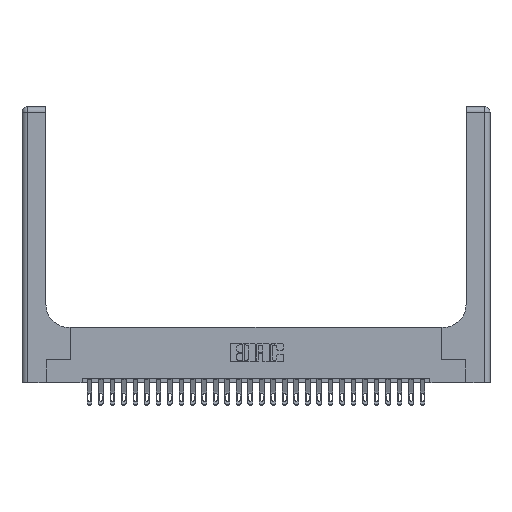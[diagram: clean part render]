
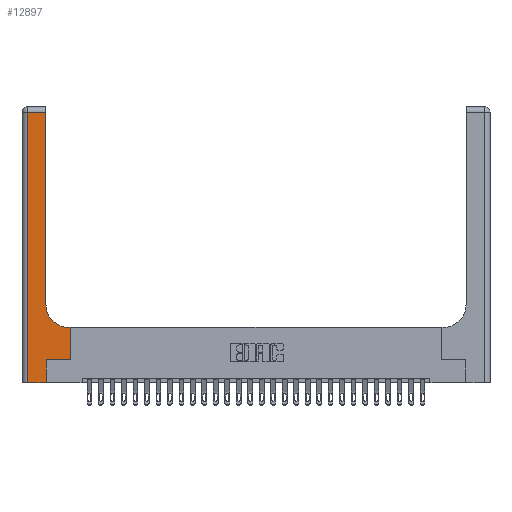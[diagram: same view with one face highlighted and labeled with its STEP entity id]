
A CAD part, top view. The second image highlights one B-rep face of the part: STEP entity #12897.
In plain terms, the highlighted planar face has unit normal (0, 0, 1).
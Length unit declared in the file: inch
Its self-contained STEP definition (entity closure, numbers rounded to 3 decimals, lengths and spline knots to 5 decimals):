
#21 = LINE ( 'NONE', #16660, #1617 ) ;
#54 = VECTOR ( 'NONE', #25542, 39.37008 ) ;
#1266 = DIRECTION ( 'NONE',  ( -1., 0., 0. ) ) ;
#1617 = VECTOR ( 'NONE', #6425, 39.37008 ) ;
#1959 = VERTEX_POINT ( 'NONE', #25517 ) ;
#2489 = CARTESIAN_POINT ( 'NONE',  ( 0.265, 0., 0.37 ) ) ;
#2572 = VECTOR ( 'NONE', #11369, 39.37008 ) ;
#3056 = VERTEX_POINT ( 'NONE', #20328 ) ;
#3846 = LINE ( 'NONE', #10504, #20628 ) ;
#4098 = EDGE_CURVE ( 'NONE', #1959, #6077, #14267, .T. ) ;
#4374 = DIRECTION ( 'NONE',  ( 0., 0., -1. ) ) ;
#4420 = DIRECTION ( 'NONE',  ( 0., 1., 0. ) ) ;
#5013 = VERTEX_POINT ( 'NONE', #20278 ) ;
#5075 = DIRECTION ( 'NONE',  ( -1., 0., 0. ) ) ;
#5504 = AXIS2_PLACEMENT_3D ( 'NONE', #13389, #22091, #9753 ) ;
#6077 = VERTEX_POINT ( 'NONE', #23812 ) ;
#6221 = EDGE_CURVE ( 'NONE', #8000, #26703, #24102, .T. ) ;
#6354 = VECTOR ( 'NONE', #5075, 39.37008 ) ;
#6425 = DIRECTION ( 'NONE',  ( 1., 0., 0. ) ) ;
#6532 = CARTESIAN_POINT ( 'NONE',  ( 0., 0., 0.37 ) ) ;
#6894 = DIRECTION ( 'NONE',  ( -1., 0., 0. ) ) ;
#7049 = ORIENTED_EDGE ( 'NONE', *, *, #6221, .T. ) ;
#7338 = VERTEX_POINT ( 'NONE', #13463 ) ;
#8000 = VERTEX_POINT ( 'NONE', #17364 ) ;
#8199 = LINE ( 'NONE', #6532, #21102 ) ;
#8999 = AXIS2_PLACEMENT_3D ( 'NONE', #22706, #4374, #6894 ) ;
#9753 = DIRECTION ( 'NONE',  ( 1., 0., 0. ) ) ;
#10155 = ORIENTED_EDGE ( 'NONE', *, *, #4098, .T. ) ;
#10504 = CARTESIAN_POINT ( 'NONE',  ( 0.265, 0., 0.37 ) ) ;
#10646 = DIRECTION ( 'NONE',  ( 1., 0., 0. ) ) ;
#11369 = DIRECTION ( 'NONE',  ( 0., -1., 0. ) ) ;
#12803 = CARTESIAN_POINT ( 'NONE',  ( 0.06, 3., 0.37 ) ) ;
#12856 = LINE ( 'NONE', #25862, #6354 ) ;
#12897 = ADVANCED_FACE ( 'NONE', ( #19922 ), #20902, .F. ) ;
#13154 = VECTOR ( 'NONE', #1266, 39.37008 ) ;
#13314 = ORIENTED_EDGE ( 'NONE', *, *, #15894, .T. ) ;
#13366 = LINE ( 'NONE', #23012, #19803 ) ;
#13389 = CARTESIAN_POINT ( 'NONE',  ( 0.51, 0.85, 0.37 ) ) ;
#13463 = CARTESIAN_POINT ( 'NONE',  ( 0.06, 0., 0.37 ) ) ;
#13806 = CARTESIAN_POINT ( 'NONE',  ( 0.265, 0.25, 0.37 ) ) ;
#13814 = CARTESIAN_POINT ( 'NONE',  ( 0.26, 0.6, 0.37 ) ) ;
#13921 = EDGE_CURVE ( 'NONE', #6077, #8000, #16385, .T. ) ;
#14267 = LINE ( 'NONE', #17353, #54 ) ;
#14360 = VERTEX_POINT ( 'NONE', #2489 ) ;
#14984 = ORIENTED_EDGE ( 'NONE', *, *, #19384, .T. ) ;
#15861 = EDGE_LOOP ( 'NONE', ( #21138, #16972, #22712, #13314, #14984, #24665, #10155, #24319, #7049 ) ) ;
#15894 = EDGE_CURVE ( 'NONE', #7338, #14360, #8199, .T. ) ;
#16385 = LINE ( 'NONE', #13814, #13154 ) ;
#16660 = CARTESIAN_POINT ( 'NONE',  ( 0.265, 0.25, 0.37 ) ) ;
#16972 = ORIENTED_EDGE ( 'NONE', *, *, #25339, .T. ) ;
#17353 = CARTESIAN_POINT ( 'NONE',  ( 0.528, 0.25, 0.37 ) ) ;
#17364 = CARTESIAN_POINT ( 'NONE',  ( 0.51, 0.6, 0.37 ) ) ;
#18162 = EDGE_CURVE ( 'NONE', #5013, #7338, #21279, .T. ) ;
#19384 = EDGE_CURVE ( 'NONE', #14360, #23694, #3846, .T. ) ;
#19803 = VECTOR ( 'NONE', #4420, 39.37008 ) ;
#19922 = FACE_OUTER_BOUND ( 'NONE', #15861, .T. ) ;
#20278 = CARTESIAN_POINT ( 'NONE',  ( 0.06, 2.94, 0.37 ) ) ;
#20328 = CARTESIAN_POINT ( 'NONE',  ( 0.26, 2.94, 0.37 ) ) ;
#20628 = VECTOR ( 'NONE', #24999, 39.37008 ) ;
#20902 = PLANE ( 'NONE',  #8999 ) ;
#21102 = VECTOR ( 'NONE', #10646, 39.37008 ) ;
#21138 = ORIENTED_EDGE ( 'NONE', *, *, #22183, .T. ) ;
#21279 = LINE ( 'NONE', #12803, #2572 ) ;
#22091 = DIRECTION ( 'NONE',  ( 0., 0., -1. ) ) ;
#22183 = EDGE_CURVE ( 'NONE', #26703, #3056, #13366, .T. ) ;
#22706 = CARTESIAN_POINT ( 'NONE',  ( 0., 3., 0.37 ) ) ;
#22712 = ORIENTED_EDGE ( 'NONE', *, *, #18162, .T. ) ;
#23012 = CARTESIAN_POINT ( 'NONE',  ( 0.26, 3., 0.37 ) ) ;
#23694 = VERTEX_POINT ( 'NONE', #13806 ) ;
#23812 = CARTESIAN_POINT ( 'NONE',  ( 0.528, 0.6, 0.37 ) ) ;
#23906 = EDGE_CURVE ( 'NONE', #23694, #1959, #21, .T. ) ;
#24102 = CIRCLE ( 'NONE', #5504, 0.25 ) ;
#24319 = ORIENTED_EDGE ( 'NONE', *, *, #13921, .T. ) ;
#24665 = ORIENTED_EDGE ( 'NONE', *, *, #23906, .T. ) ;
#24999 = DIRECTION ( 'NONE',  ( 0., 1., 0. ) ) ;
#25339 = EDGE_CURVE ( 'NONE', #3056, #5013, #12856, .T. ) ;
#25517 = CARTESIAN_POINT ( 'NONE',  ( 0.528, 0.25, 0.37 ) ) ;
#25542 = DIRECTION ( 'NONE',  ( 0., 1., 0. ) ) ;
#25677 = CARTESIAN_POINT ( 'NONE',  ( 0.26, 0.85, 0.37 ) ) ;
#25862 = CARTESIAN_POINT ( 'NONE',  ( 0., 2.94, 0.37 ) ) ;
#26703 = VERTEX_POINT ( 'NONE', #25677 ) ;
